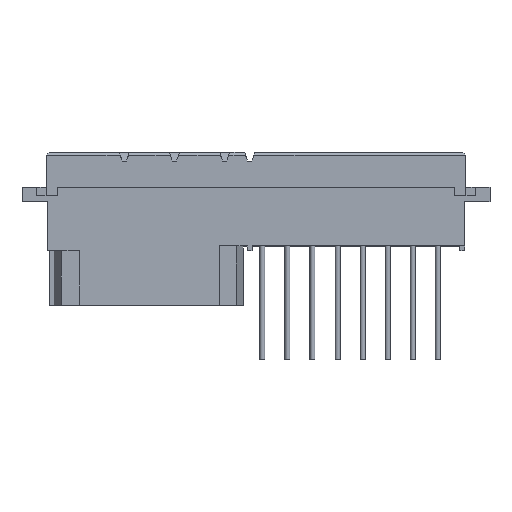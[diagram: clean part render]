
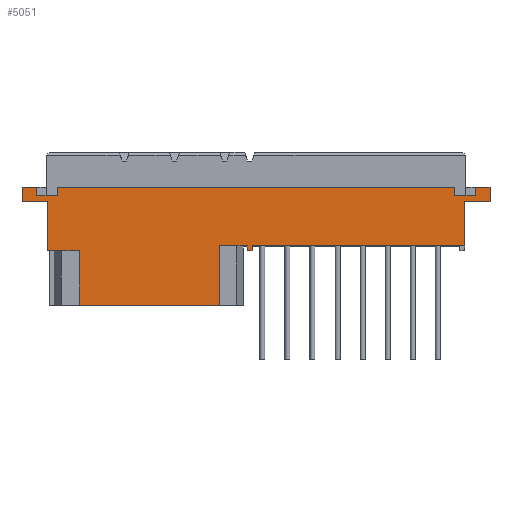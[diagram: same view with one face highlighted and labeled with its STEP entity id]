
A CAD part, top view. The second image highlights one B-rep face of the part: STEP entity #5051.
In plain terms, the highlighted planar face has unit normal (0, 0, 1).
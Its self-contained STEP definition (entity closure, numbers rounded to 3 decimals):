
#2996=LINE('',#14210,#4012);
#3000=LINE('',#14218,#4016);
#3004=LINE('',#14226,#4020);
#3050=LINE('',#14322,#4066);
#3051=LINE('',#14324,#4067);
#3057=LINE('',#14332,#4073);
#3060=LINE('',#14338,#4076);
#3124=LINE('',#14472,#4140);
#3125=LINE('',#14474,#4141);
#3129=LINE('',#14484,#4145);
#3139=LINE('',#14509,#4155);
#3144=LINE('',#14519,#4160);
#3155=LINE('',#14539,#4171);
#3204=LINE('',#14633,#4220);
#3211=LINE('',#14648,#4227);
#3216=LINE('',#14658,#4232);
#3220=LINE('',#14667,#4236);
#3224=LINE('',#14675,#4240);
#3225=LINE('',#14677,#4241);
#3228=LINE('',#14683,#4244);
#3236=LINE('',#14697,#4252);
#3408=LINE('',#15041,#4424);
#3409=LINE('',#15043,#4425);
#3410=LINE('',#15045,#4426);
#4012=VECTOR('',#12102,1.);
#4016=VECTOR('',#12108,1.);
#4020=VECTOR('',#12116,1.);
#4066=VECTOR('',#12194,1.);
#4067=VECTOR('',#12197,1.);
#4073=VECTOR('',#12203,1.);
#4076=VECTOR('',#12208,1.);
#4140=VECTOR('',#12314,1.);
#4141=VECTOR('',#12317,1.);
#4145=VECTOR('',#12325,1.);
#4155=VECTOR('',#12345,1.);
#4160=VECTOR('',#12352,1.);
#4171=VECTOR('',#12369,1.);
#4220=VECTOR('',#12454,1.);
#4227=VECTOR('',#12465,1.);
#4232=VECTOR('',#12472,1.);
#4236=VECTOR('',#12478,1.);
#4240=VECTOR('',#12484,1.);
#4241=VECTOR('',#12487,1.);
#4244=VECTOR('',#12492,1.);
#4252=VECTOR('',#12504,1.);
#4424=VECTOR('',#12808,1.);
#4425=VECTOR('',#12811,1.);
#4426=VECTOR('',#12812,1.);
#5051=ADVANCED_FACE('',(#5852),#5462,.T.);
#5462=PLANE('',#10860);
#5852=FACE_OUTER_BOUND('',#6378,.T.);
#6378=EDGE_LOOP('',(#8399,#8400,#8401,#8402,#8403,#8404,#8405,#8406,#8407,
#8408,#8409,#8410,#8411,#8412,#8413,#8414,#8415,#8416,#8417,#8418,#8419,
#8420,#8421,#8422));
#8399=ORIENTED_EDGE('',*,*,#10302,.T.);
#8400=ORIENTED_EDGE('',*,*,#10033,.T.);
#8401=ORIENTED_EDGE('',*,*,#10038,.F.);
#8402=ORIENTED_EDGE('',*,*,#10049,.F.);
#8403=ORIENTED_EDGE('',*,*,#10022,.F.);
#8404=ORIENTED_EDGE('',*,*,#10017,.F.);
#8405=ORIENTED_EDGE('',*,*,#10016,.T.);
#8406=ORIENTED_EDGE('',*,*,#10303,.T.);
#8407=ORIENTED_EDGE('',*,*,#10304,.F.);
#8408=ORIENTED_EDGE('',*,*,#9942,.T.);
#8409=ORIENTED_EDGE('',*,*,#9943,.F.);
#8410=ORIENTED_EDGE('',*,*,#9888,.F.);
#8411=ORIENTED_EDGE('',*,*,#9892,.F.);
#8412=ORIENTED_EDGE('',*,*,#9896,.F.);
#8413=ORIENTED_EDGE('',*,*,#9949,.F.);
#8414=ORIENTED_EDGE('',*,*,#9952,.F.);
#8415=ORIENTED_EDGE('',*,*,#10098,.F.);
#8416=ORIENTED_EDGE('',*,*,#10105,.F.);
#8417=ORIENTED_EDGE('',*,*,#10130,.F.);
#8418=ORIENTED_EDGE('',*,*,#10110,.T.);
#8419=ORIENTED_EDGE('',*,*,#10122,.T.);
#8420=ORIENTED_EDGE('',*,*,#10119,.T.);
#8421=ORIENTED_EDGE('',*,*,#10118,.F.);
#8422=ORIENTED_EDGE('',*,*,#10114,.T.);
#8975=VERTEX_POINT('',#14209);
#8976=VERTEX_POINT('',#14211);
#8978=VERTEX_POINT('',#14217);
#8980=VERTEX_POINT('',#14225);
#9013=VERTEX_POINT('',#14319);
#9014=VERTEX_POINT('',#14321);
#9016=VERTEX_POINT('',#14331);
#9018=VERTEX_POINT('',#14337);
#9066=VERTEX_POINT('',#14468);
#9067=VERTEX_POINT('',#14471);
#9068=VERTEX_POINT('',#14475);
#9072=VERTEX_POINT('',#14485);
#9082=VERTEX_POINT('',#14510);
#9083=VERTEX_POINT('',#14511);
#9085=VERTEX_POINT('',#14518);
#9118=VERTEX_POINT('',#14632);
#9124=VERTEX_POINT('',#14647);
#9128=VERTEX_POINT('',#14657);
#9129=VERTEX_POINT('',#14659);
#9132=VERTEX_POINT('',#14666);
#9133=VERTEX_POINT('',#14668);
#9134=VERTEX_POINT('',#14672);
#9136=VERTEX_POINT('',#14678);
#9248=VERTEX_POINT('',#15044);
#9888=EDGE_CURVE('',#8975,#8976,#2996,.T.);
#9892=EDGE_CURVE('',#8978,#8975,#3000,.T.);
#9896=EDGE_CURVE('',#8980,#8978,#3004,.T.);
#9942=EDGE_CURVE('',#9013,#9014,#3050,.T.);
#9943=EDGE_CURVE('',#8976,#9014,#3051,.T.);
#9949=EDGE_CURVE('',#9016,#8980,#3057,.T.);
#9952=EDGE_CURVE('',#9018,#9016,#3060,.T.);
#10016=EDGE_CURVE('',#9066,#9067,#3124,.T.);
#10017=EDGE_CURVE('',#9066,#9068,#3125,.T.);
#10022=EDGE_CURVE('',#9068,#9072,#3129,.T.);
#10033=EDGE_CURVE('',#9082,#9083,#3139,.T.);
#10038=EDGE_CURVE('',#9085,#9083,#3144,.T.);
#10049=EDGE_CURVE('',#9072,#9085,#3155,.T.);
#10098=EDGE_CURVE('',#9118,#9018,#3204,.T.);
#10105=EDGE_CURVE('',#9124,#9118,#3211,.T.);
#10110=EDGE_CURVE('',#9129,#9128,#3216,.T.);
#10114=EDGE_CURVE('',#9133,#9132,#3220,.T.);
#10118=EDGE_CURVE('',#9133,#9134,#3224,.T.);
#10119=EDGE_CURVE('',#9136,#9134,#3225,.T.);
#10122=EDGE_CURVE('',#9128,#9136,#3228,.T.);
#10130=EDGE_CURVE('',#9129,#9124,#3236,.T.);
#10302=EDGE_CURVE('',#9132,#9082,#3408,.T.);
#10303=EDGE_CURVE('',#9067,#9248,#3409,.T.);
#10304=EDGE_CURVE('',#9013,#9248,#3410,.T.);
#10860=AXIS2_PLACEMENT_3D('',#15046,#12813,#12814);
#12102=DIRECTION('',(0.,1.,0.));
#12108=DIRECTION('',(-1.,0.,0.));
#12116=DIRECTION('',(0.,-1.,0.));
#12194=DIRECTION('',(0.,1.,0.));
#12197=DIRECTION('',(-1.,0.,0.));
#12203=DIRECTION('',(-1.,0.,0.));
#12208=DIRECTION('',(0.,-1.,0.));
#12314=DIRECTION('',(1.,0.,0.));
#12317=DIRECTION('',(0.,1.,0.));
#12325=DIRECTION('',(-1.,0.,0.));
#12345=DIRECTION('',(0.,1.,0.));
#12352=DIRECTION('',(1.,0.,0.));
#12369=DIRECTION('',(0.,1.,0.));
#12454=DIRECTION('',(-1.,0.,0.));
#12465=DIRECTION('',(0.,-1.,0.));
#12472=DIRECTION('',(0.,-1.,0.));
#12478=DIRECTION('',(0.,-1.,0.));
#12484=DIRECTION('',(1.,0.,0.));
#12487=DIRECTION('',(0.,1.,0.));
#12492=DIRECTION('',(-1.,0.,0.));
#12504=DIRECTION('',(1.,0.,0.));
#12808=DIRECTION('',(-1.,0.,0.));
#12811=DIRECTION('',(0.,-1.,0.));
#12812=DIRECTION('',(-1.,0.,0.));
#12813=DIRECTION('',(0.,0.,1.));
#12814=DIRECTION('',(1.,0.,0.));
#14209=CARTESIAN_POINT('',(-1.77,-19.94,7.35));
#14210=CARTESIAN_POINT('',(-1.77,-19.94,7.35));
#14211=CARTESIAN_POINT('',(-1.77,-18.94,7.35));
#14217=CARTESIAN_POINT('',(-0.77,-19.94,7.35));
#14218=CARTESIAN_POINT('',(-0.77,-19.94,7.35));
#14225=CARTESIAN_POINT('',(-0.77,-18.94,7.35));
#14226=CARTESIAN_POINT('',(-0.77,-18.94,7.35));
#14319=CARTESIAN_POINT('',(-7.415,-30.92,7.35));
#14321=CARTESIAN_POINT('',(-7.415,-18.94,7.35));
#14322=CARTESIAN_POINT('',(-7.415,-30.92,7.35));
#14324=CARTESIAN_POINT('',(-1.77,-18.94,7.35));
#14331=CARTESIAN_POINT('',(42.235,-18.94,7.35));
#14332=CARTESIAN_POINT('',(42.235,-18.94,7.35));
#14337=CARTESIAN_POINT('',(42.235,-9.99,7.35));
#14338=CARTESIAN_POINT('',(42.235,-9.99,7.35));
#14468=CARTESIAN_POINT('',(-42.235,-19.94,7.35));
#14471=CARTESIAN_POINT('',(-35.765,-19.94,7.35));
#14472=CARTESIAN_POINT('',(-42.235,-19.94,7.35));
#14474=CARTESIAN_POINT('',(-42.235,-19.94,7.35));
#14475=CARTESIAN_POINT('',(-42.235,-9.99,7.35));
#14484=CARTESIAN_POINT('',(-42.235,-9.99,7.35));
#14485=CARTESIAN_POINT('',(-47.375,-9.99,7.35));
#14509=CARTESIAN_POINT('',(-44.4,-8.7,7.35));
#14510=CARTESIAN_POINT('',(-44.4,-8.7,7.35));
#14511=CARTESIAN_POINT('',(-44.4,-7.02,7.35));
#14518=CARTESIAN_POINT('',(-47.375,-7.02,7.35));
#14519=CARTESIAN_POINT('',(-47.375,-7.02,7.35));
#14539=CARTESIAN_POINT('',(-47.375,-9.99,7.35));
#14632=CARTESIAN_POINT('',(47.375,-9.99,7.35));
#14633=CARTESIAN_POINT('',(47.375,-9.99,7.35));
#14647=CARTESIAN_POINT('',(47.375,-7.02,7.35));
#14648=CARTESIAN_POINT('',(47.375,-7.02,7.35));
#14657=CARTESIAN_POINT('',(44.4,-8.7,7.35));
#14658=CARTESIAN_POINT('',(44.4,-7.02,7.35));
#14659=CARTESIAN_POINT('',(44.4,-7.02,7.35));
#14666=CARTESIAN_POINT('',(-40.2,-8.7,7.35));
#14667=CARTESIAN_POINT('',(-40.2,-7.02,7.35));
#14668=CARTESIAN_POINT('',(-40.2,-7.02,7.35));
#14672=CARTESIAN_POINT('',(40.2,-7.02,7.35));
#14675=CARTESIAN_POINT('',(-40.2,-7.02,7.35));
#14677=CARTESIAN_POINT('',(40.2,-8.7,7.35));
#14678=CARTESIAN_POINT('',(40.2,-8.7,7.35));
#14683=CARTESIAN_POINT('',(44.4,-8.7,7.35));
#14697=CARTESIAN_POINT('',(44.4,-7.02,7.35));
#15041=CARTESIAN_POINT('',(-40.2,-8.7,7.35));
#15043=CARTESIAN_POINT('',(-35.765,-19.94,7.35));
#15044=CARTESIAN_POINT('',(-35.765,-30.92,7.35));
#15045=CARTESIAN_POINT('',(-7.415,-30.92,7.35));
#15046=CARTESIAN_POINT('',(-52.113,-32.466,7.35));
